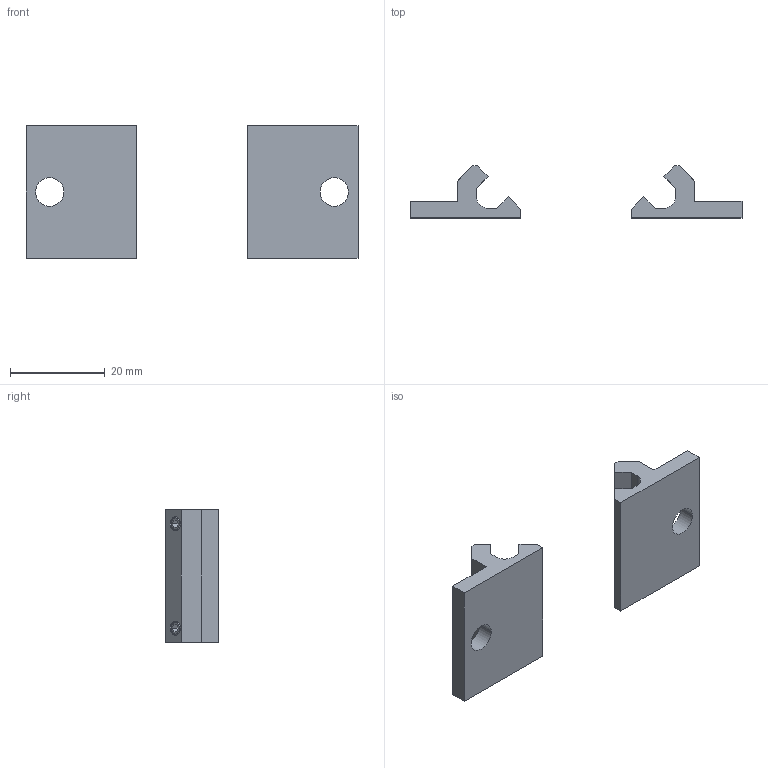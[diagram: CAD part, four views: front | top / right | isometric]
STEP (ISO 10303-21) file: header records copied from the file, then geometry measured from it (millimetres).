
FILE_DESCRIPTION(('STEP AP203'),'1');
FILE_NAME('mounts_1253-0001.stp','2022-08-23T05:17:31',('TraceParts'),('TraceParts S.A.'),'Spatial InterOp 3D',' ',' ');
FILE_SCHEMA(('CONFIG_CONTROL_DESIGN'));
Length unit declared in the file: millimetre
Products named in the file (1): 1
Bounding box: 70 x 11 x 28 mm (x, y, z)
Volume: 5733.7 mm3; surface area: 4415.2 mm2
Topology: 2 solids, 2 shells, 84 faces, 208 edges, 136 vertices
Faces by surface type: plane 62, cylinder 14, cone 8
Entity records: 2520 total; most frequent: CARTESIAN_POINT 430, DIRECTION 416, ORIENTED_EDGE 416, EDGE_CURVE 208, LINE 172, VECTOR 172, VERTEX_POINT 136, AXIS2_PLACEMENT_3D 122
